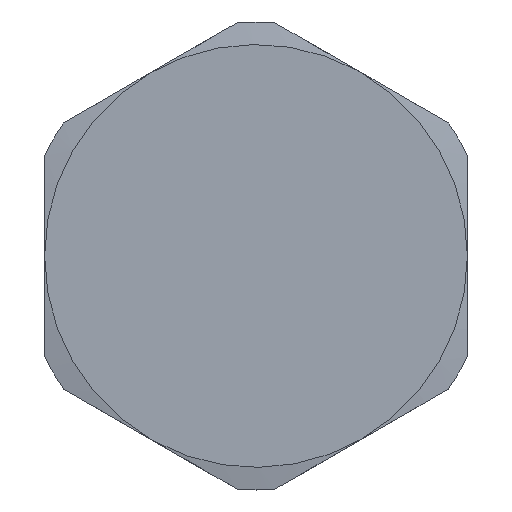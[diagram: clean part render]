
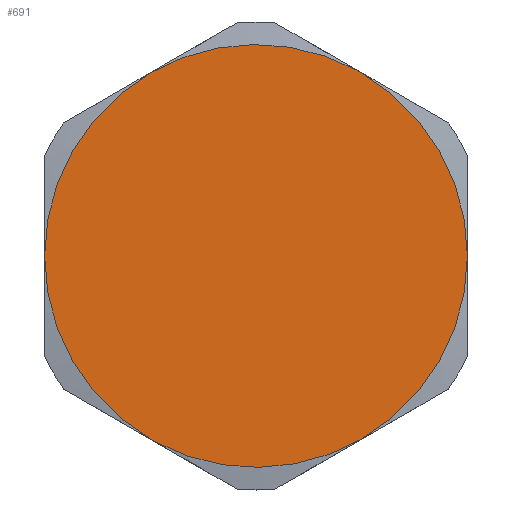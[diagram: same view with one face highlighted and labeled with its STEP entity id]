
A CAD part, top view. The second image highlights one B-rep face of the part: STEP entity #691.
In plain terms, the highlighted planar face has unit normal (0, 0, 1).
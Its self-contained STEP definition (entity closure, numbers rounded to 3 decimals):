
#623=AXIS2_PLACEMENT_3D('Plane Axis2P3D',#620,#621,#622) ;
#627=AXIS2_PLACEMENT_3D('Circle Axis2P3D',#625,#626,$) ;
#636=AXIS2_PLACEMENT_3D('Circle Axis2P3D',#634,#635,$) ;
#643=AXIS2_PLACEMENT_3D('Circle Axis2P3D',#641,#642,$) ;
#650=AXIS2_PLACEMENT_3D('Circle Axis2P3D',#648,#649,$) ;
#657=AXIS2_PLACEMENT_3D('Circle Axis2P3D',#655,#656,$) ;
#664=AXIS2_PLACEMENT_3D('Circle Axis2P3D',#662,#663,$) ;
#671=AXIS2_PLACEMENT_3D('Circle Axis2P3D',#669,#670,$) ;
#678=AXIS2_PLACEMENT_3D('Circle Axis2P3D',#676,#677,$) ;
#620=CARTESIAN_POINT('Axis2P3D Location',(37.5,41.5,22.)) ;
#625=CARTESIAN_POINT('Axis2P3D Location',(37.5,41.5,22.)) ;
#629=CARTESIAN_POINT('Vertex',(19.522,8.591,22.)) ;
#631=CARTESIAN_POINT('Vertex',(18.75,9.024,22.)) ;
#634=CARTESIAN_POINT('Axis2P3D Location',(37.5,41.5,22.)) ;
#638=CARTESIAN_POINT('Vertex',(56.25,9.024,22.)) ;
#641=CARTESIAN_POINT('Axis2P3D Location',(37.5,41.5,22.)) ;
#645=CARTESIAN_POINT('Vertex',(75.,41.5,22.)) ;
#648=CARTESIAN_POINT('Axis2P3D Location',(37.5,41.5,22.)) ;
#652=CARTESIAN_POINT('Vertex',(56.25,73.976,22.)) ;
#655=CARTESIAN_POINT('Axis2P3D Location',(37.5,41.5,22.)) ;
#659=CARTESIAN_POINT('Vertex',(55.478,74.409,22.)) ;
#662=CARTESIAN_POINT('Axis2P3D Location',(37.5,41.5,22.)) ;
#666=CARTESIAN_POINT('Vertex',(18.75,73.976,22.)) ;
#669=CARTESIAN_POINT('Axis2P3D Location',(37.5,41.5,22.)) ;
#673=CARTESIAN_POINT('Vertex',(0.,41.5,22.)) ;
#676=CARTESIAN_POINT('Axis2P3D Location',(37.5,41.5,22.)) ;
#621=DIRECTION('Axis2P3D Direction',(0.,0.,-1.)) ;
#622=DIRECTION('Axis2P3D XDirection',(0.,1.,0.)) ;
#626=DIRECTION('Axis2P3D Direction',(0.,0.,-1.)) ;
#635=DIRECTION('Axis2P3D Direction',(0.,0.,-1.)) ;
#642=DIRECTION('Axis2P3D Direction',(0.,0.,-1.)) ;
#649=DIRECTION('Axis2P3D Direction',(0.,0.,-1.)) ;
#656=DIRECTION('Axis2P3D Direction',(0.,0.,-1.)) ;
#663=DIRECTION('Axis2P3D Direction',(0.,0.,-1.)) ;
#670=DIRECTION('Axis2P3D Direction',(0.,0.,-1.)) ;
#677=DIRECTION('Axis2P3D Direction',(0.,0.,-1.)) ;
#682=ORIENTED_EDGE('',*,*,#633,.F.) ;
#683=ORIENTED_EDGE('',*,*,#640,.F.) ;
#684=ORIENTED_EDGE('',*,*,#647,.F.) ;
#685=ORIENTED_EDGE('',*,*,#654,.F.) ;
#686=ORIENTED_EDGE('',*,*,#661,.F.) ;
#687=ORIENTED_EDGE('',*,*,#668,.F.) ;
#688=ORIENTED_EDGE('',*,*,#675,.F.) ;
#689=ORIENTED_EDGE('',*,*,#680,.F.) ;
#691=ADVANCED_FACE('Stopper Plug_M63',(#690),#624,.F.) ;
#628=CIRCLE('generated circle',#627,37.5) ;
#637=CIRCLE('generated circle',#636,37.5) ;
#644=CIRCLE('generated circle',#643,37.5) ;
#651=CIRCLE('generated circle',#650,37.5) ;
#658=CIRCLE('generated circle',#657,37.5) ;
#665=CIRCLE('generated circle',#664,37.5) ;
#672=CIRCLE('generated circle',#671,37.5) ;
#679=CIRCLE('generated circle',#678,37.5) ;
#633=EDGE_CURVE('',#630,#632,#628,.T.) ;
#640=EDGE_CURVE('',#639,#630,#637,.T.) ;
#647=EDGE_CURVE('',#646,#639,#644,.T.) ;
#654=EDGE_CURVE('',#653,#646,#651,.T.) ;
#661=EDGE_CURVE('',#660,#653,#658,.T.) ;
#668=EDGE_CURVE('',#667,#660,#665,.T.) ;
#675=EDGE_CURVE('',#674,#667,#672,.T.) ;
#680=EDGE_CURVE('',#632,#674,#679,.T.) ;
#681=EDGE_LOOP('',(#682,#683,#684,#685,#686,#687,#688,#689)) ;
#690=FACE_OUTER_BOUND('',#681,.T.) ;
#624=PLANE('',#623) ;
#630=VERTEX_POINT('',#629) ;
#632=VERTEX_POINT('',#631) ;
#639=VERTEX_POINT('',#638) ;
#646=VERTEX_POINT('',#645) ;
#653=VERTEX_POINT('',#652) ;
#660=VERTEX_POINT('',#659) ;
#667=VERTEX_POINT('',#666) ;
#674=VERTEX_POINT('',#673) ;
